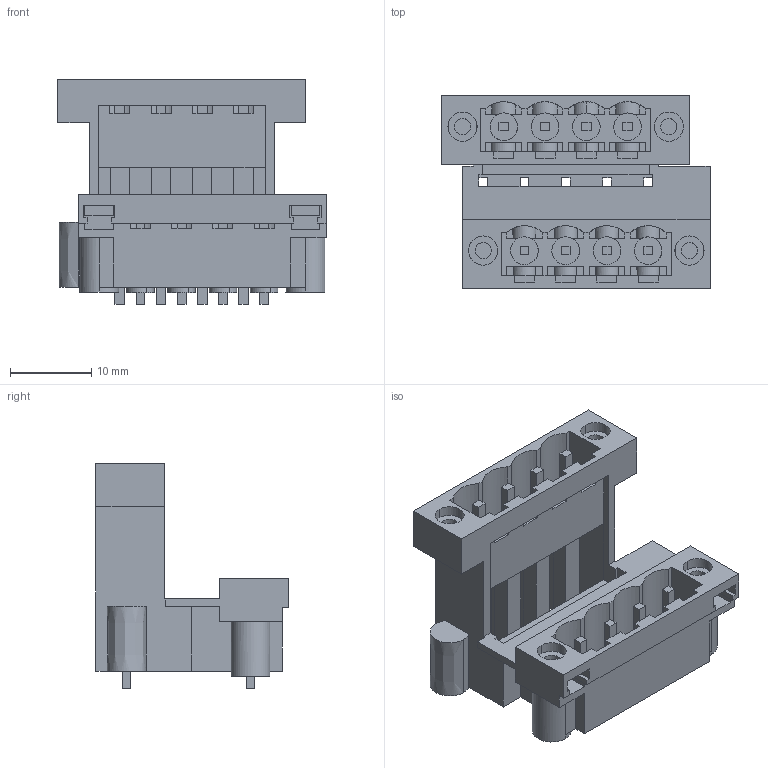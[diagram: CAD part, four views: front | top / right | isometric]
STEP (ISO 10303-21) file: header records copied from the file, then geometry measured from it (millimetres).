
FILE_DESCRIPTION(('CATIA V5 STEP Exchange','CAx-IF Rec.Pracs.--- Model Styling and Organization---1.2---2011-12-15'),'2;1');
FILE_NAME ('D1456899_0_1828910000_1828910000.stp','2018-04-19T11:43:14+00:00',('none'),('Weidmueller'),'CATIA Version 5-6 Release 2014','CATIA V5 STEP AP214','none');
FILE_SCHEMA(('AUTOMOTIVE_DESIGN { 1 0 10303 214 1 1 1 1 }'));
Length unit declared in the file: millimetre
Products named in the file (1): 1828910000
Bounding box: 33.02 x 23.67 x 27.66 mm (x, y, z)
Volume: 4528.4 mm3; surface area: 8763.6 mm2
Topology: 13 solids, 17 shells, 517 faces, 1580 edges, 1088 vertices
Faces by surface type: plane 427, cylinder 86, extrusion 4
Entity records: 17287 total; most frequent: CARTESIAN_POINT 3696, ORIENTED_EDGE 3160, DIRECTION 2221, EDGE_CURVE 1580, VECTOR 1298, LINE 1294, VERTEX_POINT 1088, EDGE_LOOP 568
